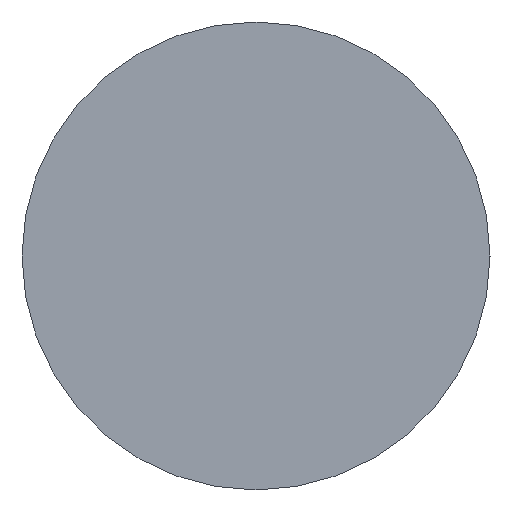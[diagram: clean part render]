
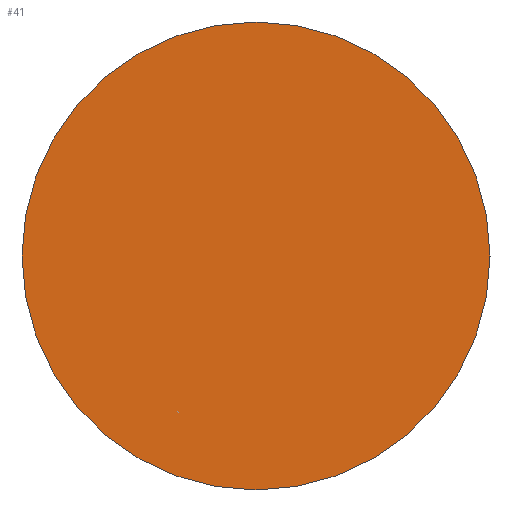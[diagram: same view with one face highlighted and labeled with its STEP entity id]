
A CAD part, left-side view. The second image highlights one B-rep face of the part: STEP entity #41.
In plain terms, the highlighted planar face has unit normal (-1, 0, 0).
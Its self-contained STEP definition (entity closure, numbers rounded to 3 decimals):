
#16=PLANE('',#60);
#19=FACE_OUTER_BOUND('',#22,.T.);
#22=EDGE_LOOP('',(#37));
#26=CIRCLE('',#58,15.);
#28=VERTEX_POINT('',#78);
#31=EDGE_CURVE('',#28,#28,#26,.T.);
#37=ORIENTED_EDGE('',*,*,#31,.F.);
#41=ADVANCED_FACE('',(#19),#16,.F.);
#58=AXIS2_PLACEMENT_3D('',#80,#68,#69);
#60=AXIS2_PLACEMENT_3D('',#82,#72,#73);
#68=DIRECTION('center_axis',(1.,0.,0.));
#69=DIRECTION('ref_axis',(0.,1.,0.));
#72=DIRECTION('center_axis',(1.,0.,0.));
#73=DIRECTION('ref_axis',(0.,1.,0.));
#78=CARTESIAN_POINT('',(-282.,60.,0.));
#80=CARTESIAN_POINT('Origin',(-282.,75.,0.));
#82=CARTESIAN_POINT('Origin',(-282.,75.,0.));
